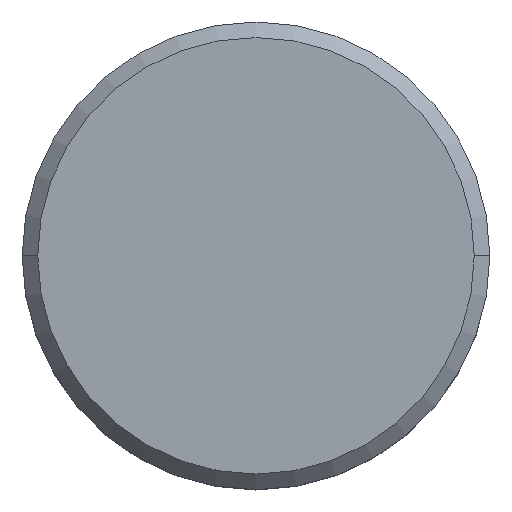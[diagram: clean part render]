
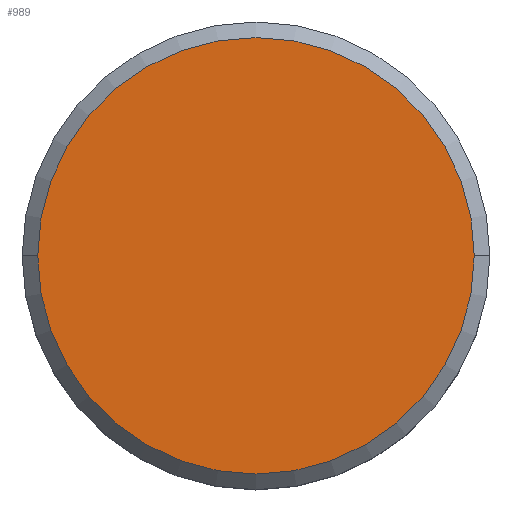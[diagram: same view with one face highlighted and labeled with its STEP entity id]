
A CAD part, top view. The second image highlights one B-rep face of the part: STEP entity #989.
In plain terms, the highlighted planar face has unit normal (0, 0, 1).
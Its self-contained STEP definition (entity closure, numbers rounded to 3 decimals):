
#16 = CIRCLE ( 'NONE', #315, 7. ) ;
#73 = DIRECTION ( 'NONE',  ( 0., 0., 1. ) ) ;
#126 = FACE_OUTER_BOUND ( 'NONE', #966, .T. ) ;
#151 = VERTEX_POINT ( 'NONE', #884 ) ;
#181 = DIRECTION ( 'NONE',  ( 1., 0., 0. ) ) ;
#292 = ORIENTED_EDGE ( 'NONE', *, *, #572, .T. ) ;
#295 = CARTESIAN_POINT ( 'NONE',  ( 0., 0., 0. ) ) ;
#315 = AXIS2_PLACEMENT_3D ( 'NONE', #325, #73, #950 ) ;
#325 = CARTESIAN_POINT ( 'NONE',  ( 0., 0., 0. ) ) ;
#358 = CARTESIAN_POINT ( 'NONE',  ( 0., 0., 0. ) ) ;
#536 = AXIS2_PLACEMENT_3D ( 'NONE', #295, #754, #648 ) ;
#572 = EDGE_CURVE ( 'NONE', #151, #1053, #16, .T. ) ;
#648 = DIRECTION ( 'NONE',  ( 1., 0., 0. ) ) ;
#754 = DIRECTION ( 'NONE',  ( 0., 0., 1. ) ) ;
#772 = AXIS2_PLACEMENT_3D ( 'NONE', #358, #1063, #181 ) ;
#798 = ORIENTED_EDGE ( 'NONE', *, *, #859, .T. ) ;
#827 = CARTESIAN_POINT ( 'NONE',  ( -7., 0., 0. ) ) ;
#833 = PLANE ( 'NONE',  #536 ) ;
#859 = EDGE_CURVE ( 'NONE', #1053, #151, #878, .T. ) ;
#878 = CIRCLE ( 'NONE', #772, 7. ) ;
#884 = CARTESIAN_POINT ( 'NONE',  ( 7., 0., 0. ) ) ;
#950 = DIRECTION ( 'NONE',  ( 1., 0., 0. ) ) ;
#966 = EDGE_LOOP ( 'NONE', ( #798, #292 ) ) ;
#989 = ADVANCED_FACE ( 'NONE', ( #126 ), #833, .T. ) ;
#1053 = VERTEX_POINT ( 'NONE', #827 ) ;
#1063 = DIRECTION ( 'NONE',  ( 0., 0., 1. ) ) ;
